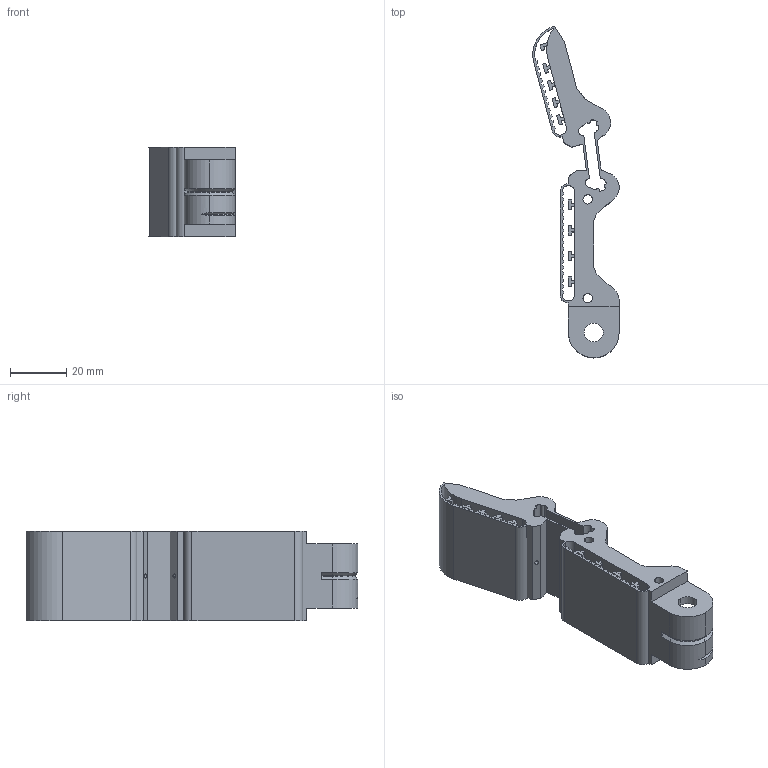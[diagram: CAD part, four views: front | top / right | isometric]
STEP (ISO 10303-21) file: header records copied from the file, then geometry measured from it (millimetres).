
FILE_DESCRIPTION (( 'STEP AP203' ), '1' );
FILE_NAME ('finger_pf_ext_t42.STEP', '2015-02-27T22:06:54', ( '' ), ( '' ), 'SwSTEP 2.0', 'SolidWorks 2013', '' );
FILE_SCHEMA (( 'CONFIG_CONTROL_DESIGN' ));
Length unit declared in the file: millimetre
Products named in the file (1): finger_pf_ext_t42
Bounding box: 30.59 x 117.62 x 31.75 mm (x, y, z)
Volume: 30337.9 mm3; surface area: 23334.8 mm2
Topology: 1 solids, 1 shells, 307 faces, 889 edges, 586 vertices
Faces by surface type: plane 245, cylinder 51, cone 11
Entity records: 10078 total; most frequent: CARTESIAN_POINT 1803, ORIENTED_EDGE 1766, DIRECTION 1613, EDGE_CURVE 883, VECTOR 757, LINE 757, VERTEX_POINT 586, AXIS2_PLACEMENT_3D 428
